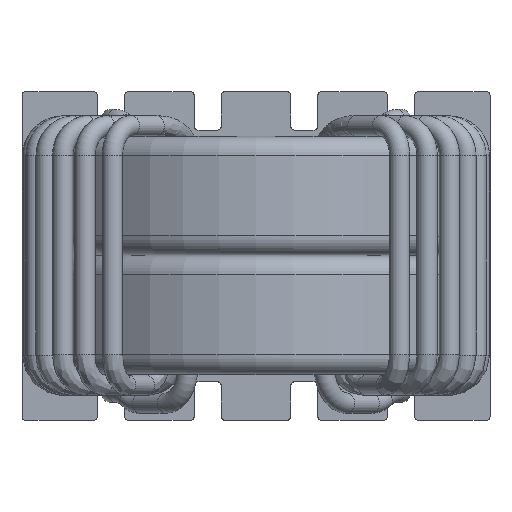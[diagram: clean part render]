
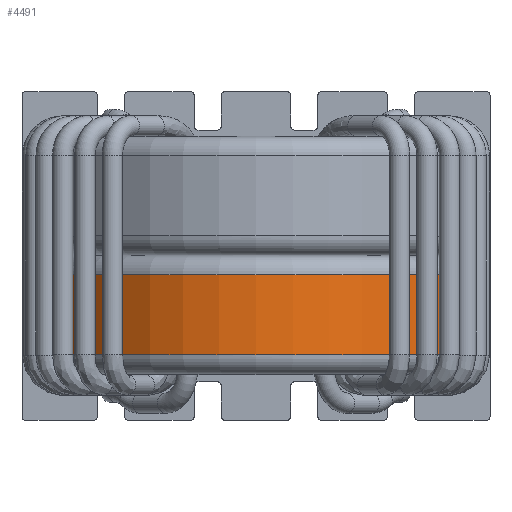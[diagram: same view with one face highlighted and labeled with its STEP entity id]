
A CAD part, top view. The second image highlights one B-rep face of the part: STEP entity #4491.
In plain terms, the highlighted cylindrical face has radius 11 mm (diameter 22 mm), a full revolution.
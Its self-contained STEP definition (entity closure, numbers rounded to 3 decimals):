
#347=CIRCLE('',#5959,11.);
#349=CIRCLE('',#5963,11.);
#576=CYLINDRICAL_SURFACE('',#5962,11.);
#1060=ORIENTED_EDGE('',*,*,#1897,.T.);
#1061=ORIENTED_EDGE('',*,*,#1895,.F.);
#1895=EDGE_CURVE('',#2413,#2413,#347,.T.);
#1897=EDGE_CURVE('',#2415,#2415,#349,.T.);
#2413=VERTEX_POINT('',#17839);
#2415=VERTEX_POINT('',#17845);
#3412=EDGE_LOOP('',(#1060));
#3413=EDGE_LOOP('',(#1061));
#4012=FACE_BOUND('',#3412,.T.);
#4013=FACE_BOUND('',#3413,.T.);
#4491=ADVANCED_FACE('',(#4012,#4013),#576,.T.);
#5959=AXIS2_PLACEMENT_3D('',#17838,#6973,#6974);
#5962=AXIS2_PLACEMENT_3D('',#17843,#6979,#6980);
#5963=AXIS2_PLACEMENT_3D('',#17844,#6981,#6982);
#6973=DIRECTION('',(0.,1.,0.));
#6974=DIRECTION('',(0.,0.,1.));
#6979=DIRECTION('',(0.,-1.,0.));
#6980=DIRECTION('',(0.,0.,1.));
#6981=DIRECTION('',(0.,1.,0.));
#6982=DIRECTION('',(0.,0.,1.));
#17838=CARTESIAN_POINT('',(0.,-1.,15.));
#17839=CARTESIAN_POINT('',(0.,-1.,26.));
#17843=CARTESIAN_POINT('',(0.,-6.15,15.));
#17844=CARTESIAN_POINT('',(0.,-5.15,15.));
#17845=CARTESIAN_POINT('',(0.,-5.15,26.));
